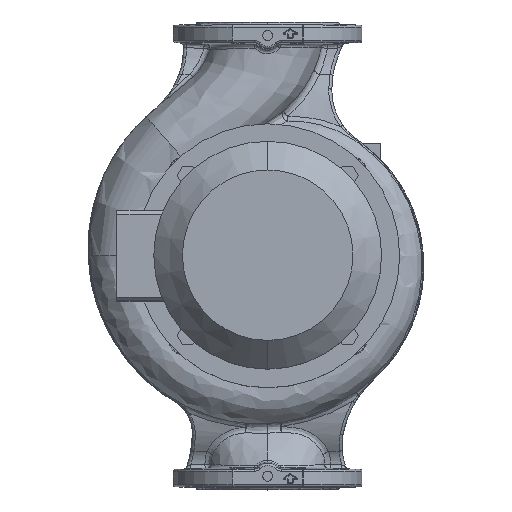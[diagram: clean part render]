
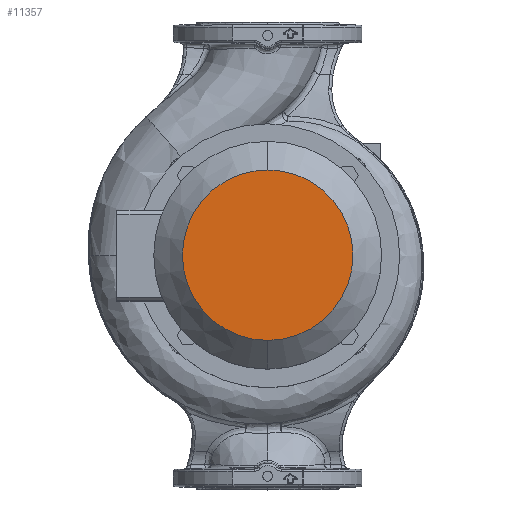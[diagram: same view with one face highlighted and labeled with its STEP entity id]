
A CAD part, top view. The second image highlights one B-rep face of the part: STEP entity #11357.
In plain terms, the highlighted planar face has unit normal (0, 0, 1).
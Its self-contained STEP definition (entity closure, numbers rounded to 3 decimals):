
#1553 = EDGE_LOOP ( 'NONE', ( #18313, #18319 ) ) ;
#6086 = CARTESIAN_POINT ( 'NONE',  ( 0., 0., 595. ) ) ;
#6089 = DIRECTION ( 'NONE',  ( 0., 0., 1. ) ) ;
#6092 = DIRECTION ( 'NONE',  ( 0., 1., 0. ) ) ;
#8156 = AXIS2_PLACEMENT_3D ( 'NONE', #6086, #6089, #6092 ) ;
#8159 = CIRCLE ( 'NONE', #8156, 113. ) ;
#8736 = AXIS2_PLACEMENT_3D ( 'NONE', #49599, #49600, #49601 ) ;
#8741 = CIRCLE ( 'NONE', #8736, 113. ) ;
#11357 = ADVANCED_FACE ( 'NONE', ( #38687 ), #38688, .F. ) ;
#18313 = ORIENTED_EDGE ( 'NONE', *, *, #42997, .T. ) ;
#18319 = ORIENTED_EDGE ( 'NONE', *, *, #29958, .T. ) ;
#25434 = AXIS2_PLACEMENT_3D ( 'NONE', #38678, #38691, #38692 ) ;
#29958 = EDGE_CURVE ( 'NONE', #30685, #30670, #8741, .T. ) ;
#30670 = VERTEX_POINT ( 'NONE', #53231 ) ;
#30685 = VERTEX_POINT ( 'NONE', #53397 ) ;
#38678 = CARTESIAN_POINT ( 'NONE',  ( -113., 0., 595. ) ) ;
#38687 = FACE_OUTER_BOUND ( 'NONE', #1553, .T. ) ;
#38688 = PLANE ( 'NONE',  #25434 ) ;
#38691 = DIRECTION ( 'NONE',  ( 0., 0., -1. ) ) ;
#38692 = DIRECTION ( 'NONE',  ( 0., -1., 0. ) ) ;
#42997 = EDGE_CURVE ( 'NONE', #30670, #30685, #8159, .T. ) ;
#49599 = CARTESIAN_POINT ( 'NONE',  ( 0., 0., 595. ) ) ;
#49600 = DIRECTION ( 'NONE',  ( 0., 0., 1. ) ) ;
#49601 = DIRECTION ( 'NONE',  ( 0., 1., 0. ) ) ;
#53231 = CARTESIAN_POINT ( 'NONE',  ( 0., -113., 595. ) ) ;
#53397 = CARTESIAN_POINT ( 'NONE',  ( 0., 113., 595. ) ) ;
